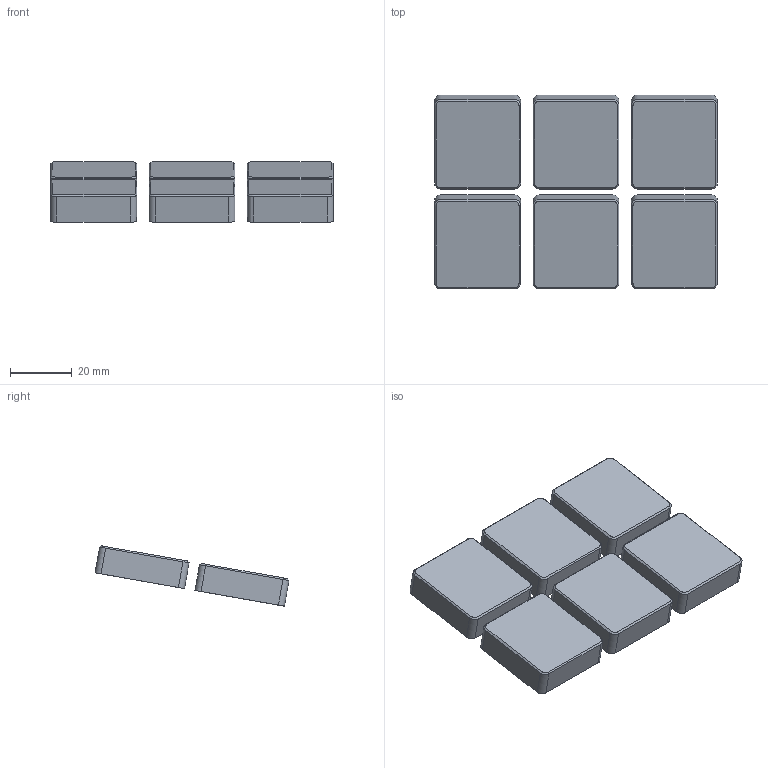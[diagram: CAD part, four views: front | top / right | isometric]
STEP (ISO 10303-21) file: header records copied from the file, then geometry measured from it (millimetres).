
FILE_DESCRIPTION(/* description */ (''),/* implementation_level */ '2;1');
FILE_NAME(/* name */ 'Buttons.step',/* time_stamp */ '2025-09-26T17:07:05+06:00',/* author */ ('Samiul-Hoque'),/* organization */ (''),/* preprocessor_version */ 'ST-DEVELOPER v20.1',/* originating_system */ 'Autodesk Translation Framework v14.17.0.0',/* authorisation */ '');
FILE_SCHEMA (('AUTOMOTIVE_DESIGN { 1 0 10303 214 3 1 1 }'));
Length unit declared in the file: millimetre
Products named in the file (1): button
Bounding box: 91.95 x 63.07 x 19.64 mm (x, y, z)
Volume: 19651.5 mm3; surface area: 32650.2 mm2
Topology: 9 solids, 9 shells, 423 faces, 1008 edges, 648 vertices
Faces by surface type: plane 315, cylinder 72, cone 36
Entity records: 12071 total; most frequent: CARTESIAN_POINT 2080, DIRECTION 2036, ORIENTED_EDGE 2016, EDGE_CURVE 1008, LINE 828, VECTOR 828, VERTEX_POINT 648, AXIS2_PLACEMENT_3D 604
